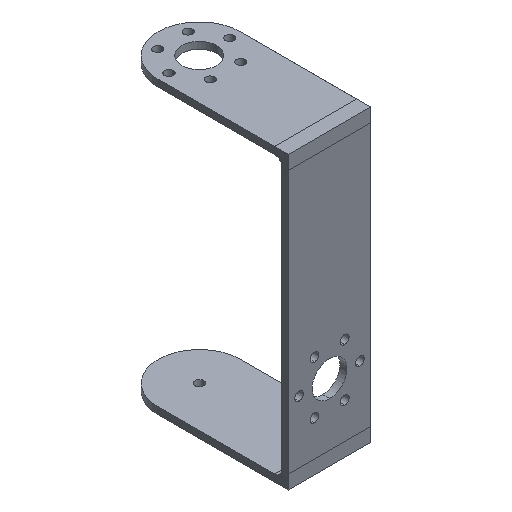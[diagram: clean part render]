
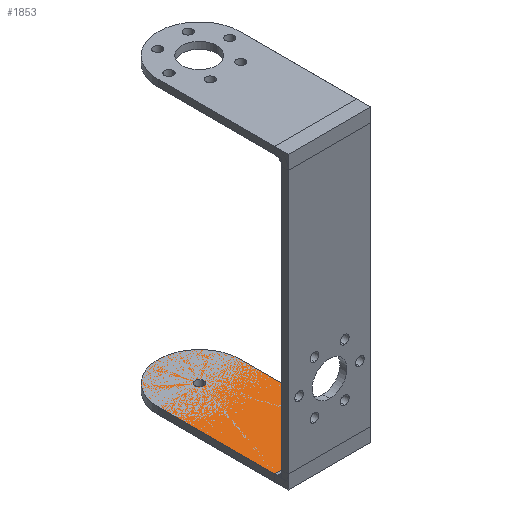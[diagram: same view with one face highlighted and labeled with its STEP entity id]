
A CAD part, isometric view. The second image highlights one B-rep face of the part: STEP entity #1853.
In plain terms, the highlighted planar face has unit normal (0, 0, 1).
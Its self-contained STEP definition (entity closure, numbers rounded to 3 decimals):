
#32 = DIRECTION ( 'NONE',  ( 0., 0., -1. ) ) ;
#39 = VECTOR ( 'NONE', #1632, 1000. ) ;
#302 = VECTOR ( 'NONE', #848, 1000. ) ;
#316 = CARTESIAN_POINT ( 'NONE',  ( -9.5, 1.587, -31.912 ) ) ;
#415 = CARTESIAN_POINT ( 'NONE',  ( 9.5, 30., -31.912 ) ) ;
#456 = LINE ( 'NONE', #2803, #302 ) ;
#518 = VERTEX_POINT ( 'NONE', #2784 ) ;
#526 = DIRECTION ( 'NONE',  ( -1., 0., 0. ) ) ;
#555 = EDGE_LOOP ( 'NONE', ( #2509, #3123, #1983, #3152 ) ) ;
#582 = CIRCLE ( 'NONE', #1920, 9.502 ) ;
#595 = AXIS2_PLACEMENT_3D ( 'NONE', #2679, #1219, #2916 ) ;
#713 = VERTEX_POINT ( 'NONE', #2977 ) ;
#718 = AXIS2_PLACEMENT_3D ( 'NONE', #2248, #781, #2493 ) ;
#762 = EDGE_CURVE ( 'NONE', #2192, #518, #816, .T. ) ;
#781 = DIRECTION ( 'NONE',  ( 0., 0., -1. ) ) ;
#801 = EDGE_CURVE ( 'NONE', #2510, #2506, #582, .T. ) ;
#816 = LINE ( 'NONE', #1269, #2463 ) ;
#848 = DIRECTION ( 'NONE',  ( 0., 1., 0. ) ) ;
#953 = ORIENTED_EDGE ( 'NONE', *, *, #1011, .T. ) ;
#1011 = EDGE_CURVE ( 'NONE', #1767, #713, #1183, .T. ) ;
#1066 = DIRECTION ( 'NONE',  ( 1., 0., 0. ) ) ;
#1140 = CARTESIAN_POINT ( 'NONE',  ( 9.5, 1.587, -31.912 ) ) ;
#1167 = CIRCLE ( 'NONE', #595, 1. ) ;
#1183 = CIRCLE ( 'NONE', #718, 1. ) ;
#1219 = DIRECTION ( 'NONE',  ( 0., 0., -1. ) ) ;
#1269 = CARTESIAN_POINT ( 'NONE',  ( -9.5, 3.175, -31.912 ) ) ;
#1358 = LINE ( 'NONE', #1140, #39 ) ;
#1558 = EDGE_CURVE ( 'NONE', #2506, #2192, #1358, .T. ) ;
#1632 = DIRECTION ( 'NONE',  ( 0., -1., 0. ) ) ;
#1762 = FACE_BOUND ( 'NONE', #2219, .T. ) ;
#1766 = PLANE ( 'NONE',  #1944 ) ;
#1767 = VERTEX_POINT ( 'NONE', #2209 ) ;
#1853 = ADVANCED_FACE ( 'NONE', ( #3064, #1762 ), #1766, .T. ) ;
#1920 = AXIS2_PLACEMENT_3D ( 'NONE', #2972, #32, #2364 ) ;
#1944 = AXIS2_PLACEMENT_3D ( 'NONE', #316, #2521, #1066 ) ;
#1983 = ORIENTED_EDGE ( 'NONE', *, *, #2346, .F. ) ;
#2118 = ORIENTED_EDGE ( 'NONE', *, *, #3157, .T. ) ;
#2192 = VERTEX_POINT ( 'NONE', #2983 ) ;
#2209 = CARTESIAN_POINT ( 'NONE',  ( -1.002, 30., -31.912 ) ) ;
#2219 = EDGE_LOOP ( 'NONE', ( #953, #2118 ) ) ;
#2248 = CARTESIAN_POINT ( 'NONE',  ( -0.002, 30., -31.912 ) ) ;
#2346 = EDGE_CURVE ( 'NONE', #518, #2510, #456, .T. ) ;
#2364 = DIRECTION ( 'NONE',  ( -1., 0., 0. ) ) ;
#2463 = VECTOR ( 'NONE', #526, 1000. ) ;
#2493 = DIRECTION ( 'NONE',  ( -1., 0., 0. ) ) ;
#2506 = VERTEX_POINT ( 'NONE', #415 ) ;
#2509 = ORIENTED_EDGE ( 'NONE', *, *, #1558, .F. ) ;
#2510 = VERTEX_POINT ( 'NONE', #3097 ) ;
#2521 = DIRECTION ( 'NONE',  ( 0., 0., 1. ) ) ;
#2679 = CARTESIAN_POINT ( 'NONE',  ( -0.002, 30., -31.912 ) ) ;
#2784 = CARTESIAN_POINT ( 'NONE',  ( -9.505, 3.175, -31.912 ) ) ;
#2803 = CARTESIAN_POINT ( 'NONE',  ( -9.505, 1.587, -31.912 ) ) ;
#2916 = DIRECTION ( 'NONE',  ( -1., 0., 0. ) ) ;
#2972 = CARTESIAN_POINT ( 'NONE',  ( -0.002, 30., -31.912 ) ) ;
#2977 = CARTESIAN_POINT ( 'NONE',  ( 0.998, 30., -31.912 ) ) ;
#2983 = CARTESIAN_POINT ( 'NONE',  ( 9.5, 3.175, -31.912 ) ) ;
#3064 = FACE_OUTER_BOUND ( 'NONE', #555, .T. ) ;
#3097 = CARTESIAN_POINT ( 'NONE',  ( -9.505, 30., -31.912 ) ) ;
#3123 = ORIENTED_EDGE ( 'NONE', *, *, #801, .F. ) ;
#3152 = ORIENTED_EDGE ( 'NONE', *, *, #762, .F. ) ;
#3157 = EDGE_CURVE ( 'NONE', #713, #1767, #1167, .T. ) ;
